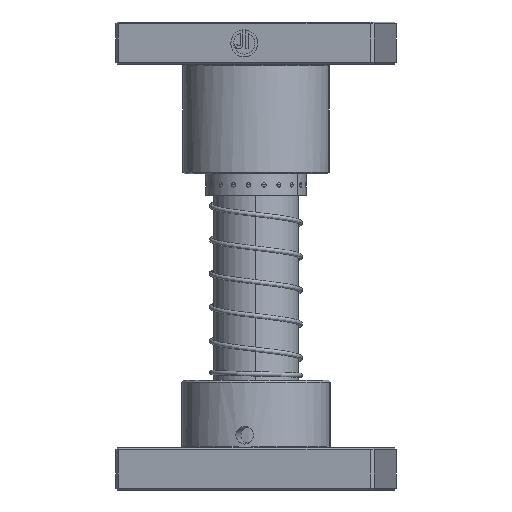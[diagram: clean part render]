
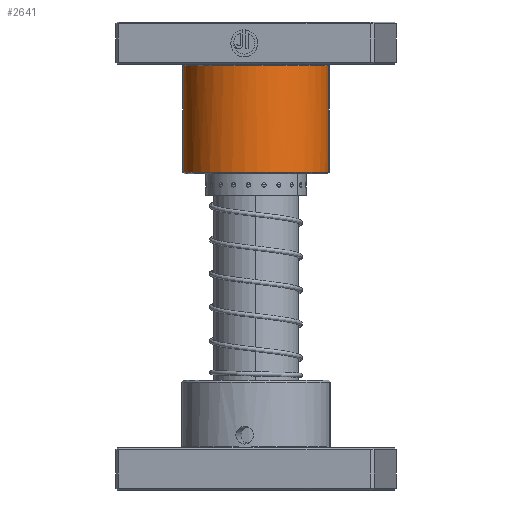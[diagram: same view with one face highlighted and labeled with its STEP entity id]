
A CAD part, left-side view. The second image highlights one B-rep face of the part: STEP entity #2641.
In plain terms, the highlighted cylindrical face has radius 43.5 mm (diameter 87 mm), a partial arc.
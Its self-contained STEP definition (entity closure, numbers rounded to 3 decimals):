
#1182 = ORIENTED_EDGE ( 'NONE', *, *, #30469, .F. ) ;
#1563 = DIRECTION ( 'NONE',  ( 1., 0., 0. ) ) ;
#1614 = VERTEX_POINT ( 'NONE', #5492 ) ;
#2372 = DIRECTION ( 'NONE',  ( 1., 0., 0. ) ) ;
#2641 = ADVANCED_FACE ( 'NONE', ( #16199 ), #28446, .T. ) ;
#3687 = EDGE_CURVE ( 'NONE', #63195, #48047, #16075, .T. ) ;
#5492 = CARTESIAN_POINT ( 'NONE',  ( -43.5, 0., 89. ) ) ;
#6173 = VECTOR ( 'NONE', #44877, 1000. ) ;
#7216 = ORIENTED_EDGE ( 'NONE', *, *, #49990, .T. ) ;
#7871 = CARTESIAN_POINT ( 'NONE',  ( 5.424, 43.174, 26. ) ) ;
#8803 = EDGE_CURVE ( 'NONE', #43267, #63195, #45013, .T. ) ;
#9081 = AXIS2_PLACEMENT_3D ( 'NONE', #45340, #14049, #50591 ) ;
#10270 = ORIENTED_EDGE ( 'NONE', *, *, #8803, .T. ) ;
#12895 = EDGE_CURVE ( 'NONE', #46815, #58340, #13820, .T. ) ;
#13439 = CARTESIAN_POINT ( 'NONE',  ( 0., 0., 90. ) ) ;
#13820 = CIRCLE ( 'NONE', #9081, 43.5 ) ;
#14049 = DIRECTION ( 'NONE',  ( 0., 0., 1. ) ) ;
#16075 = CIRCLE ( 'NONE', #32502, 43.5 ) ;
#16199 = FACE_OUTER_BOUND ( 'NONE', #48033, .T. ) ;
#17249 = VECTOR ( 'NONE', #32012, 1000. ) ;
#18408 = CARTESIAN_POINT ( 'NONE',  ( 2.18, 43.459, 25.893 ) ) ;
#18698 = DIRECTION ( 'NONE',  ( 0., 0., -1. ) ) ;
#23634 = CARTESIAN_POINT ( 'NONE',  ( -1.074, 43.5, 25.866 ) ) ;
#24447 = ORIENTED_EDGE ( 'NONE', *, *, #3687, .T. ) ;
#26197 = CARTESIAN_POINT ( 'NONE',  ( 6.503, 43.011, 26. ) ) ;
#27583 = CARTESIAN_POINT ( 'NONE',  ( -6.503, 43.011, 26. ) ) ;
#28446 = CYLINDRICAL_SURFACE ( 'NONE', #51709, 43.5 ) ;
#28851 = CARTESIAN_POINT ( 'NONE',  ( -4.338, 43.297, 25.961 ) ) ;
#30469 = EDGE_CURVE ( 'NONE', #1614, #58340, #33937, .T. ) ;
#32012 = DIRECTION ( 'NONE',  ( 0., 0., -1. ) ) ;
#32502 = AXIS2_PLACEMENT_3D ( 'NONE', #64892, #33637, #2372 ) ;
#32824 = DIRECTION ( 'NONE',  ( 0., 0., -1. ) ) ;
#33252 = AXIS2_PLACEMENT_3D ( 'NONE', #64091, #32824, #1563 ) ;
#33505 = ORIENTED_EDGE ( 'NONE', *, *, #12895, .T. ) ;
#33637 = DIRECTION ( 'NONE',  ( 0., 0., 1. ) ) ;
#33937 = LINE ( 'NONE', #39609, #6173 ) ;
#34105 = CARTESIAN_POINT ( 'NONE',  ( -6.503, 43.011, 26. ) ) ;
#37278 = CARTESIAN_POINT ( 'NONE',  ( 43.5, 0., 90. ) ) ;
#39609 = CARTESIAN_POINT ( 'NONE',  ( -43.5, 0., 90. ) ) ;
#43267 = VERTEX_POINT ( 'NONE', #51208 ) ;
#44411 = CARTESIAN_POINT ( 'NONE',  ( 6.503, 43.011, 26. ) ) ;
#44877 = DIRECTION ( 'NONE',  ( 0., 0., -1. ) ) ;
#45013 = LINE ( 'NONE', #37278, #17249 ) ;
#45340 = CARTESIAN_POINT ( 'NONE',  ( 0., 0., 26. ) ) ;
#46815 = VERTEX_POINT ( 'NONE', #27583 ) ;
#47346 = B_SPLINE_CURVE_WITH_KNOTS ( 'NONE', 3,
 ( #44411, #7871, #49655, #18408, #54911, #23634, #60128, #28851, #65333, #34105 ),
 .UNSPECIFIED., .F., .F.,
 ( 4, 2, 2, 2, 4 ),
 ( 0., 0.003, 0.007, 0.01, 0.013 ),
 .UNSPECIFIED. ) ;
#48033 = EDGE_LOOP ( 'NONE', ( #64028, #10270, #24447, #7216, #33505, #1182 ) ) ;
#48047 = VERTEX_POINT ( 'NONE', #26197 ) ;
#49655 = CARTESIAN_POINT ( 'NONE',  ( 4.343, 43.296, 25.961 ) ) ;
#49725 = CARTESIAN_POINT ( 'NONE',  ( -43.5, 0., 26. ) ) ;
#49990 = EDGE_CURVE ( 'NONE', #48047, #46815, #47346, .T. ) ;
#50591 = DIRECTION ( 'NONE',  ( 1., 0., 0. ) ) ;
#51208 = CARTESIAN_POINT ( 'NONE',  ( 43.5, 0., 89. ) ) ;
#51709 = AXIS2_PLACEMENT_3D ( 'NONE', #13439, #18698, #59984 ) ;
#54911 = CARTESIAN_POINT ( 'NONE',  ( 1.096, 43.5, 25.866 ) ) ;
#56640 = EDGE_CURVE ( 'NONE', #1614, #43267, #58769, .T. ) ;
#58340 = VERTEX_POINT ( 'NONE', #49725 ) ;
#58769 = CIRCLE ( 'NONE', #33252, 43.5 ) ;
#59173 = CARTESIAN_POINT ( 'NONE',  ( 43.5, 0., 26. ) ) ;
#59984 = DIRECTION ( 'NONE',  ( -1., 0., 0. ) ) ;
#60128 = CARTESIAN_POINT ( 'NONE',  ( -2.161, 43.46, 25.893 ) ) ;
#63195 = VERTEX_POINT ( 'NONE', #59173 ) ;
#64028 = ORIENTED_EDGE ( 'NONE', *, *, #56640, .T. ) ;
#64091 = CARTESIAN_POINT ( 'NONE',  ( 0., 0., 89. ) ) ;
#64892 = CARTESIAN_POINT ( 'NONE',  ( 0., 0., 26. ) ) ;
#65333 = CARTESIAN_POINT ( 'NONE',  ( -5.423, 43.174, 26. ) ) ;
